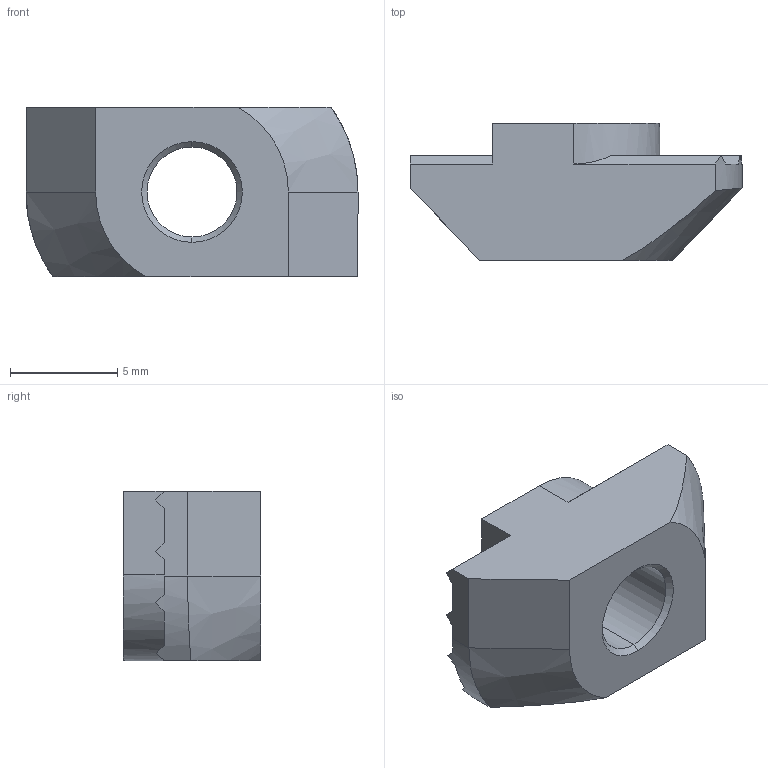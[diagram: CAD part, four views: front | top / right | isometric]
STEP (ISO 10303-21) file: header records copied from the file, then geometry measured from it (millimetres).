
FILE_DESCRIPTION (( 'STEP AP214' ), '1' );
FILE_NAME ('SNSD.30.51.46. Ò-Ãàéêà Ì5, ïàç 8(D51).STEP', '2014-12-01T13:11:34', ( 'XTreme.ws' ), ( 'XTreme.ws' ), 'SwSTEP 2.0', 'SolidWorks 2014', '' );
FILE_SCHEMA (( 'AUTOMOTIVE_DESIGN' ));
Length unit declared in the file: millimetre
Products named in the file (1): SNSD.30.51.46. Ò-Ãàéêà Ì5, ïàç 8(D51)
Bounding box: 15.5 x 6.4 x 7.9 mm (x, y, z)
Volume: 467.1 mm3; surface area: 501.7 mm2
Topology: 1 solids, 1 shells, 44 faces, 120 edges, 78 vertices
Faces by surface type: plane 32, cone 6, cylinder 6
Entity records: 1456 total; most frequent: CARTESIAN_POINT 319, ORIENTED_EDGE 240, DIRECTION 210, EDGE_CURVE 120, LINE 80, VECTOR 80, VERTEX_POINT 78, AXIS2_PLACEMENT_3D 65
